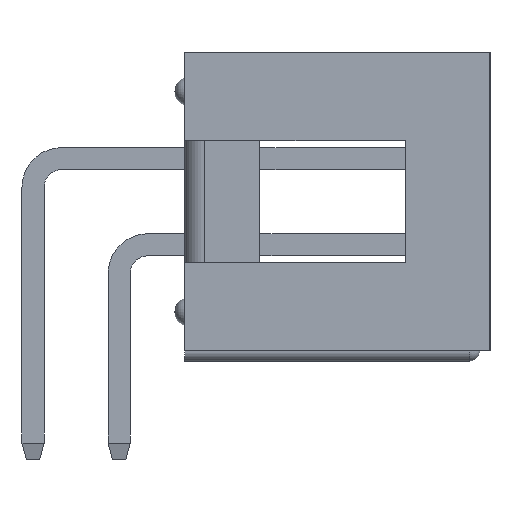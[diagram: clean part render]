
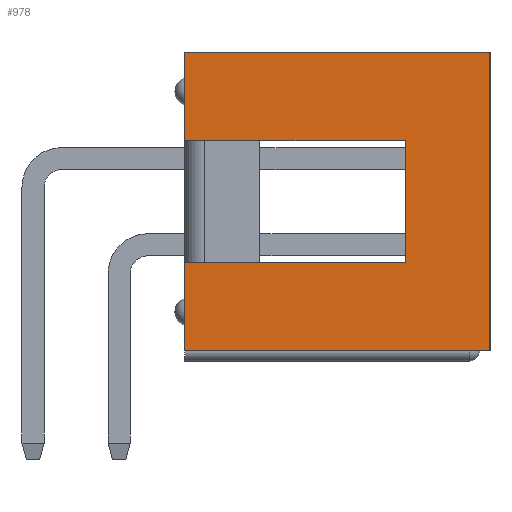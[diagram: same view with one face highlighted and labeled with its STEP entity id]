
A CAD part, left-side view. The second image highlights one B-rep face of the part: STEP entity #978.
In plain terms, the highlighted planar face has unit normal (-1, 0, 0).
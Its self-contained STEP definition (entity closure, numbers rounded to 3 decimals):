
#978=ADVANCED_FACE('',(#6171),#6173,.T.);
#6171=FACE_BOUND('',#6172,.T.);
#6172=EDGE_LOOP('',(#10170,#10171,#10172,#10173,#10174,#10175,#10176,#10177));
#6173=PLANE('',#6174);
#6174=AXIS2_PLACEMENT_3D('',#6175,#6176,#6177);
#6175=CARTESIAN_POINT('',(-5.22,-10.935,0.3));
#6176=DIRECTION('',(-1.,0.,0.));
#6177=DIRECTION('',(0.,0.,1.));
#10170=ORIENTED_EDGE('',*,*,#12651,.T.);
#10171=ORIENTED_EDGE('',*,*,#12404,.F.);
#10172=ORIENTED_EDGE('',*,*,#12662,.F.);
#10173=ORIENTED_EDGE('',*,*,#12663,.T.);
#10174=ORIENTED_EDGE('',*,*,#12664,.T.);
#10175=ORIENTED_EDGE('',*,*,#12408,.F.);
#10176=ORIENTED_EDGE('',*,*,#12661,.T.);
#10177=ORIENTED_EDGE('',*,*,#12665,.T.);
#12404=EDGE_CURVE('',#13737,#13739,#13740,.T.);
#12408=EDGE_CURVE('',#13745,#13747,#13748,.T.);
#12651=EDGE_CURVE('',#14156,#13739,#14157,.F.);
#12661=EDGE_CURVE('',#13745,#14171,#14173,.F.);
#12662=EDGE_CURVE('',#14174,#13737,#14175,.T.);
#12663=EDGE_CURVE('',#14174,#14176,#14177,.T.);
#12664=EDGE_CURVE('',#14176,#13747,#14178,.T.);
#12665=EDGE_CURVE('',#14171,#14156,#14179,.T.);
#13737=VERTEX_POINT('',#15887);
#13739=VERTEX_POINT('',#15891);
#13740=LINE('',#15892,#15893);
#13745=VERTEX_POINT('',#15903);
#13747=VERTEX_POINT('',#15907);
#13748=LINE('',#15908,#15909);
#14156=VERTEX_POINT('',#16809);
#14157=LINE('',#16810,#16811);
#14171=VERTEX_POINT('',#16843);
#14173=LINE('',#16847,#16848);
#14174=VERTEX_POINT('',#16850);
#14175=LINE('',#16851,#16852);
#14176=VERTEX_POINT('',#16854);
#14177=LINE('',#16855,#16856);
#14178=LINE('',#16858,#16859);
#14179=LINE('',#16861,#16862);
#15887=CARTESIAN_POINT('',(-5.22,-1.935,0.3));
#15891=CARTESIAN_POINT('',(-5.22,-1.935,2.9));
#15892=CARTESIAN_POINT('',(-5.22,-1.935,0.3));
#15893=VECTOR('',#15894,1.);
#15894=DIRECTION('',(0.,0.,1.));
#15903=CARTESIAN_POINT('',(-5.22,-1.935,6.5));
#15907=CARTESIAN_POINT('',(-5.22,-1.935,9.1));
#15908=CARTESIAN_POINT('',(-5.22,-1.935,6.5));
#15909=VECTOR('',#15910,1.);
#15910=DIRECTION('',(0.,0.,1.));
#16809=CARTESIAN_POINT('',(-5.22,-8.435,2.9));
#16810=CARTESIAN_POINT('',(-5.22,-1.935,2.9));
#16811=VECTOR('',#16812,1.);
#16812=DIRECTION('',(0.,-1.,0.));
#16843=CARTESIAN_POINT('',(-5.22,-8.435,6.5));
#16847=CARTESIAN_POINT('',(-5.22,-8.435,6.5));
#16848=VECTOR('',#16849,1.);
#16849=DIRECTION('',(0.,1.,0.));
#16850=CARTESIAN_POINT('',(-5.22,-10.935,0.3));
#16851=CARTESIAN_POINT('',(-5.22,-10.935,0.3));
#16852=VECTOR('',#16853,1.);
#16853=DIRECTION('',(0.,1.,0.));
#16854=CARTESIAN_POINT('',(-5.22,-10.935,9.1));
#16855=CARTESIAN_POINT('',(-5.22,-10.935,0.3));
#16856=VECTOR('',#16857,1.);
#16857=DIRECTION('',(0.,0.,1.));
#16858=CARTESIAN_POINT('',(-5.22,-10.935,9.1));
#16859=VECTOR('',#16860,1.);
#16860=DIRECTION('',(0.,1.,0.));
#16861=CARTESIAN_POINT('',(-5.22,-8.435,6.5));
#16862=VECTOR('',#16863,1.);
#16863=DIRECTION('',(0.,0.,-1.));
